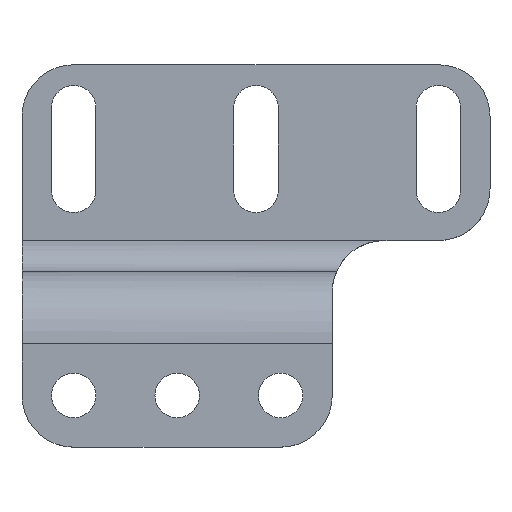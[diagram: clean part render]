
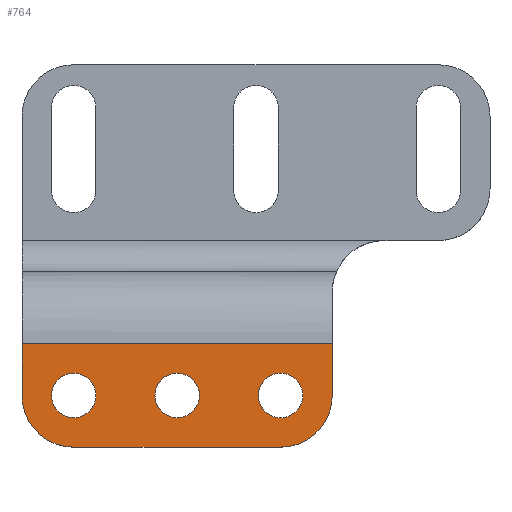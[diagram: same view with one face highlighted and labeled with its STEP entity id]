
A CAD part, top view. The second image highlights one B-rep face of the part: STEP entity #764.
In plain terms, the highlighted planar face has unit normal (0, 0, 1).
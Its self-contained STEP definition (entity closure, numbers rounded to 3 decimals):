
#47 = VECTOR ( 'NONE', #821, 1000. ) ;
#49 = VECTOR ( 'NONE', #250, 1000. ) ;
#54 = ORIENTED_EDGE ( 'NONE', *, *, #1259, .F. ) ;
#57 = VERTEX_POINT ( 'NONE', #786 ) ;
#60 = AXIS2_PLACEMENT_3D ( 'NONE', #1158, #1534, #1180 ) ;
#68 = LINE ( 'NONE', #867, #563 ) ;
#75 = VERTEX_POINT ( 'NONE', #1297 ) ;
#89 = ORIENTED_EDGE ( 'NONE', *, *, #287, .T. ) ;
#95 = ORIENTED_EDGE ( 'NONE', *, *, #763, .F. ) ;
#99 = DIRECTION ( 'NONE',  ( 0., 1., 0. ) ) ;
#100 = DIRECTION ( 'NONE',  ( 0., 1., 0. ) ) ;
#102 = CARTESIAN_POINT ( 'NONE',  ( 17.5, 19., 0. ) ) ;
#119 = CARTESIAN_POINT ( 'NONE',  ( 2.5, 24., 0. ) ) ;
#121 = DIRECTION ( 'NONE',  ( 0., 1., 0. ) ) ;
#129 = CARTESIAN_POINT ( 'NONE',  ( 7.5, 19., 0. ) ) ;
#172 = CARTESIAN_POINT ( 'NONE',  ( 7.5, 19., 0. ) ) ;
#233 = DIRECTION ( 'NONE',  ( 0., 0., 1. ) ) ;
#236 = DIRECTION ( 'NONE',  ( 0., 1., 0. ) ) ;
#250 = DIRECTION ( 'NONE',  ( 0., 1., 0. ) ) ;
#259 = EDGE_LOOP ( 'NONE', ( #54, #345, #1600, #1425, #309, #1543, #406, #95 ) ) ;
#284 = VECTOR ( 'NONE', #788, 1000. ) ;
#287 = EDGE_CURVE ( 'NONE', #952, #582, #868, .T. ) ;
#303 = FACE_BOUND ( 'NONE', #363, .T. ) ;
#308 = CARTESIAN_POINT ( 'NONE',  ( 25.35, 19., 0. ) ) ;
#309 = ORIENTED_EDGE ( 'NONE', *, *, #1255, .T. ) ;
#310 = AXIS2_PLACEMENT_3D ( 'NONE', #371, #610, #1288 ) ;
#320 = LINE ( 'NONE', #1188, #284 ) ;
#338 = CIRCLE ( 'NONE', #310, 2.15 ) ;
#345 = ORIENTED_EDGE ( 'NONE', *, *, #759, .T. ) ;
#353 = DIRECTION ( 'NONE',  ( 0., 0., -1. ) ) ;
#363 = EDGE_LOOP ( 'NONE', ( #1128, #1043 ) ) ;
#364 = CARTESIAN_POINT ( 'NONE',  ( 7.5, 19., 0. ) ) ;
#370 = CARTESIAN_POINT ( 'NONE',  ( 7.5, 14., 0. ) ) ;
#371 = CARTESIAN_POINT ( 'NONE',  ( 17.5, 19., 0. ) ) ;
#396 = CIRCLE ( 'NONE', #554, 2.15 ) ;
#406 = ORIENTED_EDGE ( 'NONE', *, *, #980, .T. ) ;
#410 = EDGE_CURVE ( 'NONE', #713, #57, #68, .T. ) ;
#422 = VECTOR ( 'NONE', #890, 1000. ) ;
#446 = EDGE_CURVE ( 'NONE', #1263, #628, #1141, .T. ) ;
#478 = CARTESIAN_POINT ( 'NONE',  ( 32.5, 19., 0. ) ) ;
#494 = PLANE ( 'NONE',  #60 ) ;
#514 = CARTESIAN_POINT ( 'NONE',  ( 27.5, 14., 0. ) ) ;
#524 = VERTEX_POINT ( 'NONE', #1024 ) ;
#531 = CARTESIAN_POINT ( 'NONE',  ( 9.65, 19., 0. ) ) ;
#540 = DIRECTION ( 'NONE',  ( 0., 0., -1. ) ) ;
#554 = AXIS2_PLACEMENT_3D ( 'NONE', #813, #540, #1575 ) ;
#563 = VECTOR ( 'NONE', #100, 1000. ) ;
#564 = AXIS2_PLACEMENT_3D ( 'NONE', #129, #627, #121 ) ;
#566 = ORIENTED_EDGE ( 'NONE', *, *, #1207, .T. ) ;
#582 = VERTEX_POINT ( 'NONE', #1547 ) ;
#598 = CIRCLE ( 'NONE', #1548, 5. ) ;
#607 = VERTEX_POINT ( 'NONE', #514 ) ;
#608 = DIRECTION ( 'NONE',  ( 0., 0., 1. ) ) ;
#610 = DIRECTION ( 'NONE',  ( 0., 0., -1. ) ) ;
#627 = DIRECTION ( 'NONE',  ( 0., 0., -1. ) ) ;
#628 = VERTEX_POINT ( 'NONE', #531 ) ;
#678 = EDGE_CURVE ( 'NONE', #628, #1263, #1034, .T. ) ;
#684 = FACE_OUTER_BOUND ( 'NONE', #259, .T. ) ;
#686 = EDGE_CURVE ( 'NONE', #975, #820, #338, .T. ) ;
#691 = CARTESIAN_POINT ( 'NONE',  ( 45., 24., 0. ) ) ;
#713 = VERTEX_POINT ( 'NONE', #478 ) ;
#721 = AXIS2_PLACEMENT_3D ( 'NONE', #1147, #233, #1251 ) ;
#728 = LINE ( 'NONE', #119, #49 ) ;
#759 = EDGE_CURVE ( 'NONE', #1292, #607, #1006, .T. ) ;
#763 = EDGE_CURVE ( 'NONE', #75, #912, #728, .T. ) ;
#764 = ADVANCED_FACE ( 'NONE', ( #303, #1118, #770, #684 ), #494, .F. ) ;
#770 = FACE_BOUND ( 'NONE', #793, .T. ) ;
#786 = CARTESIAN_POINT ( 'NONE',  ( 32.5, 24., 0. ) ) ;
#788 = DIRECTION ( 'NONE',  ( 0.184, -0.983, 0. ) ) ;
#791 = CARTESIAN_POINT ( 'NONE',  ( 2.5, 24., 0. ) ) ;
#793 = EDGE_LOOP ( 'NONE', ( #89, #1164 ) ) ;
#807 = AXIS2_PLACEMENT_3D ( 'NONE', #102, #1392, #993 ) ;
#810 = LINE ( 'NONE', #691, #47 ) ;
#813 = CARTESIAN_POINT ( 'NONE',  ( 27.5, 19., 0. ) ) ;
#820 = VERTEX_POINT ( 'NONE', #1604 ) ;
#821 = DIRECTION ( 'NONE',  ( -1., 0., 0. ) ) ;
#836 = EDGE_LOOP ( 'NONE', ( #566, #988 ) ) ;
#867 = CARTESIAN_POINT ( 'NONE',  ( 32.5, 34., 0. ) ) ;
#868 = CIRCLE ( 'NONE', #1167, 2.15 ) ;
#890 = DIRECTION ( 'NONE',  ( 1., 0., 0. ) ) ;
#912 = VERTEX_POINT ( 'NONE', #791 ) ;
#952 = VERTEX_POINT ( 'NONE', #308 ) ;
#975 = VERTEX_POINT ( 'NONE', #1218 ) ;
#980 = EDGE_CURVE ( 'NONE', #57, #912, #810, .T. ) ;
#988 = ORIENTED_EDGE ( 'NONE', *, *, #686, .T. ) ;
#993 = DIRECTION ( 'NONE',  ( 0., 1., 0. ) ) ;
#1001 = CARTESIAN_POINT ( 'NONE',  ( 27.5, 19., 0. ) ) ;
#1006 = LINE ( 'NONE', #1409, #422 ) ;
#1024 = CARTESIAN_POINT ( 'NONE',  ( 32.5, 19., 0. ) ) ;
#1027 = DIRECTION ( 'NONE',  ( 0., 1., 0. ) ) ;
#1034 = CIRCLE ( 'NONE', #1199, 2.15 ) ;
#1038 = CARTESIAN_POINT ( 'NONE',  ( 5.35, 19., 0. ) ) ;
#1043 = ORIENTED_EDGE ( 'NONE', *, *, #678, .T. ) ;
#1118 = FACE_BOUND ( 'NONE', #836, .T. ) ;
#1128 = ORIENTED_EDGE ( 'NONE', *, *, #446, .T. ) ;
#1136 = DIRECTION ( 'NONE',  ( 0., 0., -1. ) ) ;
#1141 = CIRCLE ( 'NONE', #564, 2.15 ) ;
#1142 = VERTEX_POINT ( 'NONE', #1256 ) ;
#1147 = CARTESIAN_POINT ( 'NONE',  ( 27.5, 19., 0. ) ) ;
#1157 = DIRECTION ( 'NONE',  ( 0., 0., -1. ) ) ;
#1158 = CARTESIAN_POINT ( 'NONE',  ( 45., 24., 0. ) ) ;
#1164 = ORIENTED_EDGE ( 'NONE', *, *, #1454, .T. ) ;
#1167 = AXIS2_PLACEMENT_3D ( 'NONE', #1001, #1136, #236 ) ;
#1178 = CIRCLE ( 'NONE', #807, 2.15 ) ;
#1180 = DIRECTION ( 'NONE',  ( 0., 1., 0. ) ) ;
#1183 = EDGE_CURVE ( 'NONE', #607, #524, #1337, .T. ) ;
#1188 = CARTESIAN_POINT ( 'NONE',  ( 32.019, 21.571, 0. ) ) ;
#1199 = AXIS2_PLACEMENT_3D ( 'NONE', #172, #353, #99 ) ;
#1207 = EDGE_CURVE ( 'NONE', #820, #975, #1178, .T. ) ;
#1218 = CARTESIAN_POINT ( 'NONE',  ( 19.65, 19., 0. ) ) ;
#1245 = AXIS2_PLACEMENT_3D ( 'NONE', #1389, #608, #1648 ) ;
#1251 = DIRECTION ( 'NONE',  ( 0., 1., 0. ) ) ;
#1255 = EDGE_CURVE ( 'NONE', #1142, #713, #1631, .T. ) ;
#1256 = CARTESIAN_POINT ( 'NONE',  ( 32.5, 18.999, 0. ) ) ;
#1259 = EDGE_CURVE ( 'NONE', #1292, #75, #598, .T. ) ;
#1263 = VERTEX_POINT ( 'NONE', #1038 ) ;
#1288 = DIRECTION ( 'NONE',  ( 0., 1., 0. ) ) ;
#1292 = VERTEX_POINT ( 'NONE', #370 ) ;
#1297 = CARTESIAN_POINT ( 'NONE',  ( 2.5, 19., 0. ) ) ;
#1337 = CIRCLE ( 'NONE', #721, 5. ) ;
#1389 = CARTESIAN_POINT ( 'NONE',  ( 27.5, 19., 0. ) ) ;
#1392 = DIRECTION ( 'NONE',  ( 0., 0., -1. ) ) ;
#1409 = CARTESIAN_POINT ( 'NONE',  ( 45., 14., 0. ) ) ;
#1425 = ORIENTED_EDGE ( 'NONE', *, *, #1433, .T. ) ;
#1433 = EDGE_CURVE ( 'NONE', #524, #1142, #320, .T. ) ;
#1454 = EDGE_CURVE ( 'NONE', #582, #952, #396, .T. ) ;
#1534 = DIRECTION ( 'NONE',  ( 0., 0., -1. ) ) ;
#1543 = ORIENTED_EDGE ( 'NONE', *, *, #410, .T. ) ;
#1547 = CARTESIAN_POINT ( 'NONE',  ( 29.65, 19., 0. ) ) ;
#1548 = AXIS2_PLACEMENT_3D ( 'NONE', #364, #1157, #1027 ) ;
#1575 = DIRECTION ( 'NONE',  ( 0., 1., 0. ) ) ;
#1600 = ORIENTED_EDGE ( 'NONE', *, *, #1183, .T. ) ;
#1604 = CARTESIAN_POINT ( 'NONE',  ( 15.35, 19., 0. ) ) ;
#1631 = CIRCLE ( 'NONE', #1245, 5. ) ;
#1648 = DIRECTION ( 'NONE',  ( 1., 0., 0. ) ) ;
